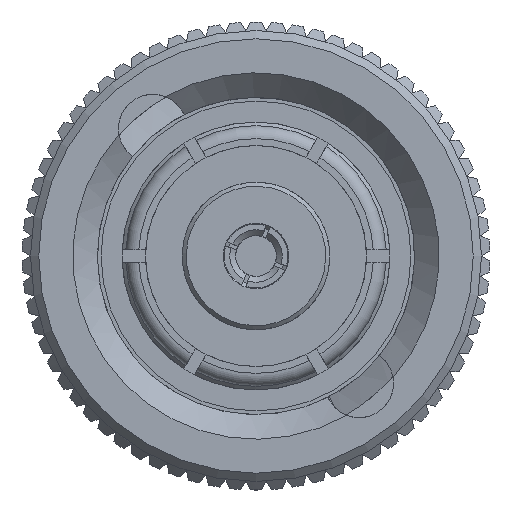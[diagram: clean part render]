
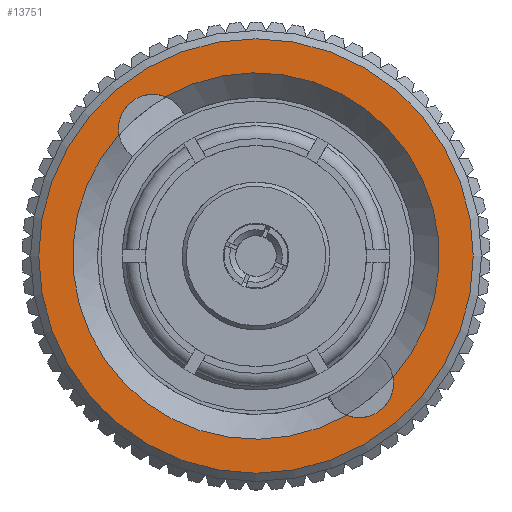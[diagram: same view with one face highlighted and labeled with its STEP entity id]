
A CAD part, left-side view. The second image highlights one B-rep face of the part: STEP entity #13751.
In plain terms, the highlighted planar face has unit normal (-1, 0, 0).
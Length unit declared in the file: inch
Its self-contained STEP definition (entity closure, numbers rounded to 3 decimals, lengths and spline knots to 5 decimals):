
#247 = FACE_BOUND ( 'NONE', #17956, .T. ) ;
#577 = CIRCLE ( 'NONE', #14684, 0.2235 ) ;
#602 = DIRECTION ( 'NONE',  ( 0., 0., -1. ) ) ;
#997 = EDGE_CURVE ( 'NONE', #17952, #6947, #4630, .T. ) ;
#2565 = DIRECTION ( 'NONE',  ( -1., 0., 0. ) ) ;
#2663 = PLANE ( 'NONE',  #12141 ) ;
#2737 = CARTESIAN_POINT ( 'NONE',  ( 0., 0., 0. ) ) ;
#2826 = CARTESIAN_POINT ( 'NONE',  ( 0., 0.16721, 0.1483 ) ) ;
#3177 = CARTESIAN_POINT ( 'NONE',  ( 0., 0., 0. ) ) ;
#3424 = VERTEX_POINT ( 'NONE', #10516 ) ;
#3443 = DIRECTION ( 'NONE',  ( 1., 0., 0. ) ) ;
#3453 = DIRECTION ( 'NONE',  ( 0., 0., -1. ) ) ;
#3964 = ORIENTED_EDGE ( 'NONE', *, *, #6360, .F. ) ;
#4373 = VERTEX_POINT ( 'NONE', #8201 ) ;
#4630 = CIRCLE ( 'NONE', #14310, 0.2235 ) ;
#4798 = AXIS2_PLACEMENT_3D ( 'NONE', #8300, #2565, #13871 ) ;
#4956 = AXIS2_PLACEMENT_3D ( 'NONE', #8254, #15268, #18300 ) ;
#5061 = CARTESIAN_POINT ( 'NONE',  ( 0., 0., 0. ) ) ;
#5154 = CIRCLE ( 'NONE', #4798, 0.265 ) ;
#5991 = DIRECTION ( 'NONE',  ( 0., 0., -1. ) ) ;
#6145 = CARTESIAN_POINT ( 'NONE',  ( 0., 0.12592, 0.15539 ) ) ;
#6360 = EDGE_CURVE ( 'NONE', #17952, #3424, #17263, .T. ) ;
#6947 = VERTEX_POINT ( 'NONE', #2826 ) ;
#7408 = EDGE_LOOP ( 'NONE', ( #7415 ) ) ;
#7415 = ORIENTED_EDGE ( 'NONE', *, *, #14187, .T. ) ;
#7653 = VERTEX_POINT ( 'NONE', #14895 ) ;
#7722 = DIRECTION ( 'NONE',  ( -1., 0., 0. ) ) ;
#7831 = AXIS2_PLACEMENT_3D ( 'NONE', #6145, #7722, #3453 ) ;
#7979 = ORIENTED_EDGE ( 'NONE', *, *, #14602, .F. ) ;
#8201 = CARTESIAN_POINT ( 'NONE',  ( 0., 0., -0.265 ) ) ;
#8254 = CARTESIAN_POINT ( 'NONE',  ( 0., -0.12592, -0.15539 ) ) ;
#8300 = CARTESIAN_POINT ( 'NONE',  ( 0., 0., 0. ) ) ;
#8525 = DIRECTION ( 'NONE',  ( 1., 0., 0. ) ) ;
#9248 = CARTESIAN_POINT ( 'NONE',  ( 0., -0.11042, -0.19432 ) ) ;
#10329 = DIRECTION ( 'NONE',  ( 1., 0., 0. ) ) ;
#10516 = CARTESIAN_POINT ( 'NONE',  ( 0., -0.16721, -0.1483 ) ) ;
#11524 = DIRECTION ( 'NONE',  ( 0., 0., -1. ) ) ;
#12141 = AXIS2_PLACEMENT_3D ( 'NONE', #2737, #8525, #11524 ) ;
#13461 = CIRCLE ( 'NONE', #7831, 0.0419 ) ;
#13751 = ADVANCED_FACE ( 'NONE', ( #247, #14612 ), #2663, .F. ) ;
#13871 = DIRECTION ( 'NONE',  ( 0., 0., -1. ) ) ;
#14001 = ORIENTED_EDGE ( 'NONE', *, *, #997, .T. ) ;
#14187 = EDGE_CURVE ( 'NONE', #4373, #4373, #5154, .T. ) ;
#14310 = AXIS2_PLACEMENT_3D ( 'NONE', #5061, #3443, #602 ) ;
#14602 = EDGE_CURVE ( 'NONE', #7653, #6947, #13461, .T. ) ;
#14612 = FACE_OUTER_BOUND ( 'NONE', #7408, .T. ) ;
#14684 = AXIS2_PLACEMENT_3D ( 'NONE', #3177, #10329, #5991 ) ;
#14895 = CARTESIAN_POINT ( 'NONE',  ( 0., 0.11042, 0.19432 ) ) ;
#15268 = DIRECTION ( 'NONE',  ( -1., 0., 0. ) ) ;
#17263 = CIRCLE ( 'NONE', #4956, 0.0419 ) ;
#17349 = EDGE_CURVE ( 'NONE', #7653, #3424, #577, .T. ) ;
#17938 = ORIENTED_EDGE ( 'NONE', *, *, #17349, .T. ) ;
#17952 = VERTEX_POINT ( 'NONE', #9248 ) ;
#17956 = EDGE_LOOP ( 'NONE', ( #3964, #14001, #7979, #17938 ) ) ;
#18300 = DIRECTION ( 'NONE',  ( 0., 0., -1. ) ) ;
